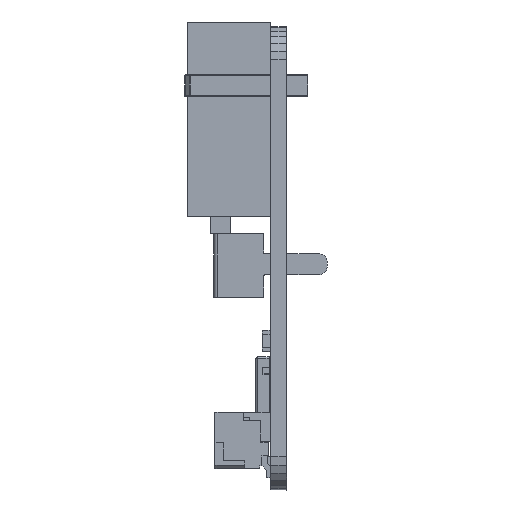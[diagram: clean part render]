
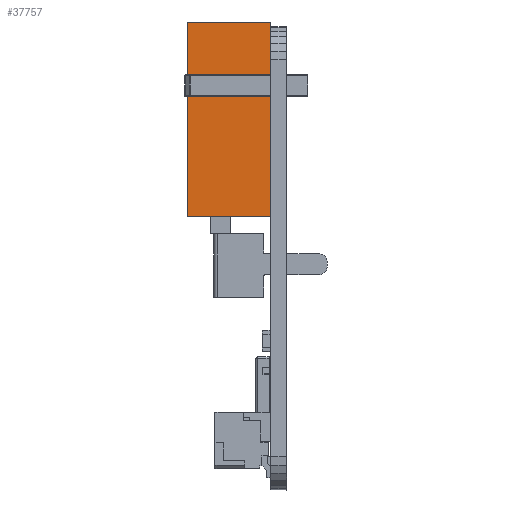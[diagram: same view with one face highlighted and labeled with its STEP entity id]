
A CAD part, left-side view. The second image highlights one B-rep face of the part: STEP entity #37757.
In plain terms, the highlighted planar face has unit normal (-1, 0, 0).
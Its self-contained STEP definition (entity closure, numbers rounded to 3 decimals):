
#361 = CARTESIAN_POINT ( 'NONE',  ( -7.75, -7.36, 6.3 ) ) ;
#1218 = DIRECTION ( 'NONE',  ( 0., 1., 0. ) ) ;
#2770 = FACE_OUTER_BOUND ( 'NONE', #15783, .T. ) ;
#2775 = EDGE_CURVE ( 'NONE', #40105, #28514, #24400, .T. ) ;
#3828 = ORIENTED_EDGE ( 'NONE', *, *, #15785, .T. ) ;
#4096 = AXIS2_PLACEMENT_3D ( 'NONE', #20407, #23516, #7066 ) ;
#4190 = VECTOR ( 'NONE', #36073, 1000. ) ;
#4335 = CARTESIAN_POINT ( 'NONE',  ( -7.75, -1.75, 3.15 ) ) ;
#4435 = VECTOR ( 'NONE', #17197, 1000. ) ;
#5233 = VECTOR ( 'NONE', #26793, 1000. ) ;
#5241 = LINE ( 'NONE', #14442, #12017 ) ;
#6496 = CARTESIAN_POINT ( 'NONE',  ( -7.75, -3.35, 3.15 ) ) ;
#7066 = DIRECTION ( 'NONE',  ( 0., 0., 1. ) ) ;
#7244 = CARTESIAN_POINT ( 'NONE',  ( -7.75, -3.35, 6.3 ) ) ;
#9639 = CARTESIAN_POINT ( 'NONE',  ( -7.75, -7.35, 0. ) ) ;
#11653 = EDGE_CURVE ( 'NONE', #36106, #40105, #5241, .T. ) ;
#12017 = VECTOR ( 'NONE', #1218, 1000. ) ;
#13160 = CARTESIAN_POINT ( 'NONE',  ( -7.75, -3.35, 6.017 ) ) ;
#13575 = VECTOR ( 'NONE', #18265, 1000. ) ;
#14442 = CARTESIAN_POINT ( 'NONE',  ( -7.75, 0., 6.017 ) ) ;
#15313 = ORIENTED_EDGE ( 'NONE', *, *, #2775, .T. ) ;
#15712 = EDGE_CURVE ( 'NONE', #34175, #19438, #30670, .T. ) ;
#15783 = EDGE_LOOP ( 'NONE', ( #18618, #25453, #3828, #17425, #15313, #36579, #35583, #23330 ) ) ;
#15785 = EDGE_CURVE ( 'NONE', #20157, #36106, #29636, .T. ) ;
#16191 = LINE ( 'NONE', #23857, #41556 ) ;
#17095 = PLANE ( 'NONE',  #4096 ) ;
#17197 = DIRECTION ( 'NONE',  ( 0., 1., 0. ) ) ;
#17313 = DIRECTION ( 'NONE',  ( 0., 0., 1. ) ) ;
#17425 = ORIENTED_EDGE ( 'NONE', *, *, #11653, .T. ) ;
#17571 = EDGE_CURVE ( 'NONE', #19438, #20157, #22122, .T. ) ;
#18265 = DIRECTION ( 'NONE',  ( 0., 1., 0. ) ) ;
#18618 = ORIENTED_EDGE ( 'NONE', *, *, #15712, .T. ) ;
#19438 = VERTEX_POINT ( 'NONE', #20781 ) ;
#19839 = DIRECTION ( 'NONE',  ( 0., 1., 0. ) ) ;
#20157 = VERTEX_POINT ( 'NONE', #7244 ) ;
#20168 = LINE ( 'NONE', #39637, #28975 ) ;
#20407 = CARTESIAN_POINT ( 'NONE',  ( -7.75, -7.36, -0.01 ) ) ;
#20781 = CARTESIAN_POINT ( 'NONE',  ( -7.75, -7.35, 6.3 ) ) ;
#21864 = LINE ( 'NONE', #41555, #13575 ) ;
#22122 = LINE ( 'NONE', #361, #4435 ) ;
#22234 = CARTESIAN_POINT ( 'NONE',  ( -7.75, -1.75, 6.017 ) ) ;
#23330 = ORIENTED_EDGE ( 'NONE', *, *, #35134, .F. ) ;
#23516 = DIRECTION ( 'NONE',  ( -1., 0., 0. ) ) ;
#23857 = CARTESIAN_POINT ( 'NONE',  ( -7.75, 7.35, 3.15 ) ) ;
#24400 = LINE ( 'NONE', #4335, #30054 ) ;
#24541 = VERTEX_POINT ( 'NONE', #32173 ) ;
#25453 = ORIENTED_EDGE ( 'NONE', *, *, #17571, .T. ) ;
#26793 = DIRECTION ( 'NONE',  ( 0., 0., -1. ) ) ;
#27574 = EDGE_CURVE ( 'NONE', #24541, #36605, #16191, .T. ) ;
#28514 = VERTEX_POINT ( 'NONE', #28618 ) ;
#28618 = CARTESIAN_POINT ( 'NONE',  ( -7.75, -1.75, 6.3 ) ) ;
#28975 = VECTOR ( 'NONE', #19839, 1000. ) ;
#29636 = LINE ( 'NONE', #6496, #5233 ) ;
#30054 = VECTOR ( 'NONE', #17313, 1000. ) ;
#30670 = LINE ( 'NONE', #42572, #4190 ) ;
#32173 = CARTESIAN_POINT ( 'NONE',  ( -7.75, 7.35, 6.3 ) ) ;
#34175 = VERTEX_POINT ( 'NONE', #9639 ) ;
#35134 = EDGE_CURVE ( 'NONE', #34175, #36605, #21864, .T. ) ;
#35583 = ORIENTED_EDGE ( 'NONE', *, *, #27574, .T. ) ;
#35864 = CARTESIAN_POINT ( 'NONE',  ( -7.75, 7.35, 0. ) ) ;
#36067 = EDGE_CURVE ( 'NONE', #28514, #24541, #20168, .T. ) ;
#36073 = DIRECTION ( 'NONE',  ( 0., 0., 1. ) ) ;
#36106 = VERTEX_POINT ( 'NONE', #13160 ) ;
#36579 = ORIENTED_EDGE ( 'NONE', *, *, #36067, .T. ) ;
#36605 = VERTEX_POINT ( 'NONE', #35864 ) ;
#37757 = ADVANCED_FACE ( 'NONE', ( #2770 ), #17095, .T. ) ;
#39637 = CARTESIAN_POINT ( 'NONE',  ( -7.75, -7.36, 6.3 ) ) ;
#40105 = VERTEX_POINT ( 'NONE', #22234 ) ;
#40561 = DIRECTION ( 'NONE',  ( 0., 0., -1. ) ) ;
#41555 = CARTESIAN_POINT ( 'NONE',  ( -7.75, 0., 0. ) ) ;
#41556 = VECTOR ( 'NONE', #40561, 1000. ) ;
#42572 = CARTESIAN_POINT ( 'NONE',  ( -7.75, -7.35, 3.15 ) ) ;
